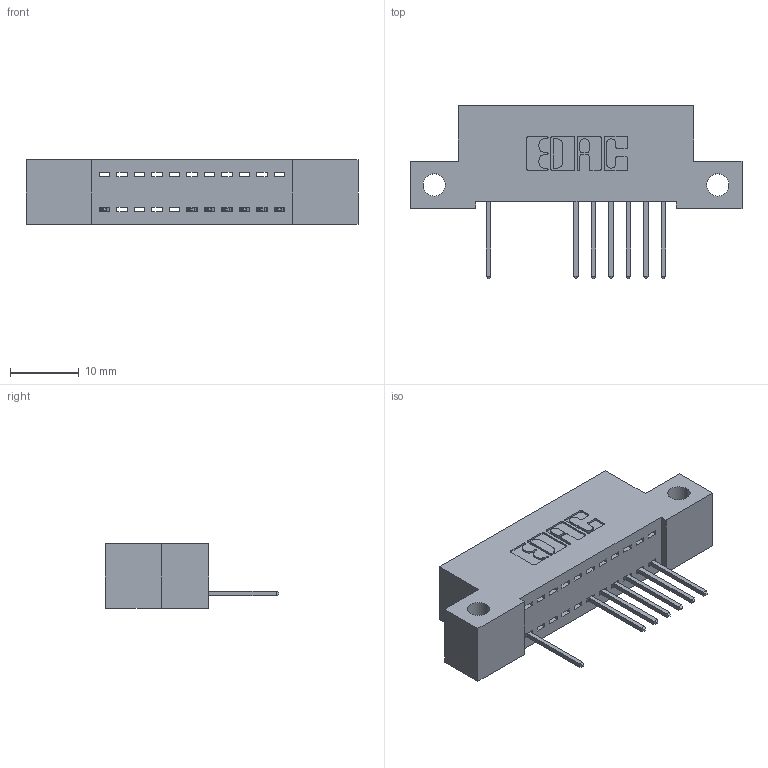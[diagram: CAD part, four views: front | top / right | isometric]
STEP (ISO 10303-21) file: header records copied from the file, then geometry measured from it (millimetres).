
FILE_DESCRIPTION (( 'STEP AP203' ), '1' );
FILE_NAME ('392-011-523-112.STEP', '2018-08-14T21:15:25', ( '' ), ( '' ), 'SwSTEP 2.0', 'SolidWorks 2016', '' );
FILE_SCHEMA (( 'CONFIG_CONTROL_DESIGN' ));
Length unit declared in the file: inch
Products named in the file (3): 342 Part_Side Mount; 345-292-001_345-293-123; 392-011-523-112
Assembly tree (8 placements, depth 2):
  392-011-523-112
    342 Part_Side Mount
    345-292-001_345-293-123  x7
Bounding box: 48.26 x 25.15 x 9.4 mm (x, y, z)
Volume: 3994.9 mm3; surface area: 4894 mm2
Topology: 8 solids, 8 shells, 564 faces, 1699 edges, 1122 vertices
Faces by surface type: plane 408, cylinder 156
Entity records: 10495 total; most frequent: CARTESIAN_POINT 1839, ORIENTED_EDGE 1790, DIRECTION 1609, EDGE_CURVE 895, LINE 767, VECTOR 767, VERTEX_POINT 594, AXIS2_PLACEMENT_3D 421
